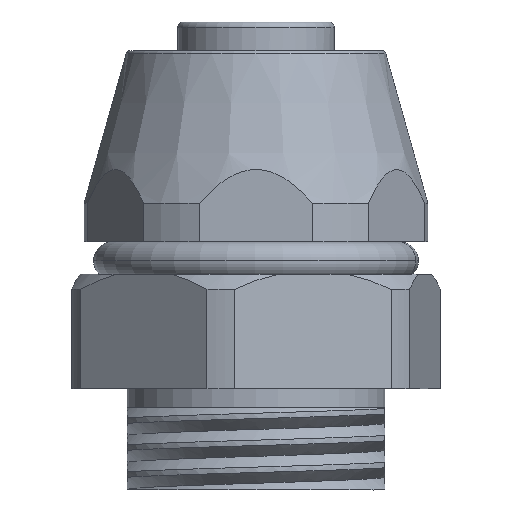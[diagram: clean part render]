
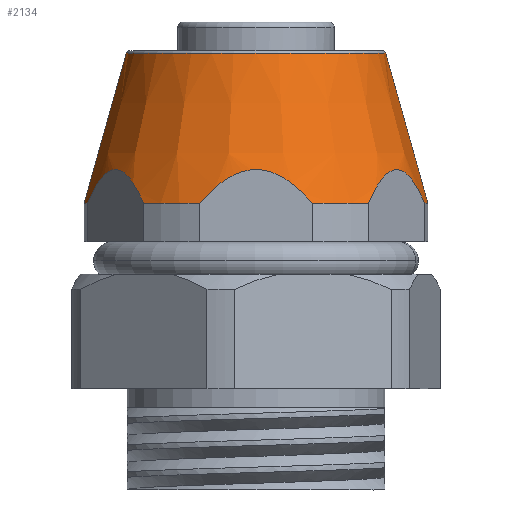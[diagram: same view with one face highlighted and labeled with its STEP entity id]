
A CAD part, front view. The second image highlights one B-rep face of the part: STEP entity #2134.
In plain terms, the highlighted conical face has half-angle 15.709 degrees and reference radius 7.896 mm.
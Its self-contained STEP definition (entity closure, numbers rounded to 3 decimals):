
#170=CONICAL_SURFACE('',#7776,7.896,15.709);
#604=B_SPLINE_CURVE_WITH_KNOTS('',3,(#15207,#15208,#15209,#15210,#15211,
#15212,#15213,#15214,#15215,#15216),.UNSPECIFIED.,.F.,.F.,(4,2,2,2,4),(0.,
0.25,0.5,0.75,1.),.UNSPECIFIED.);
#605=B_SPLINE_CURVE_WITH_KNOTS('',3,(#15224,#15225,#15226,#15227,#15228,
#15229,#15230,#15231,#15232,#15233),.UNSPECIFIED.,.F.,.F.,(4,2,2,2,4),(0.,
0.25,0.5,0.75,1.),.UNSPECIFIED.);
#606=B_SPLINE_CURVE_WITH_KNOTS('',3,(#15241,#15242,#15243,#15244,#15245,
#15246,#15247,#15248,#15249,#15250),.UNSPECIFIED.,.F.,.F.,(4,2,2,2,4),(0.,
0.25,0.5,0.75,1.),.UNSPECIFIED.);
#1286=LINE('',#15261,#1728);
#1287=LINE('',#15262,#1729);
#1728=VECTOR('',#9389,1.);
#1729=VECTOR('',#9390,1.);
#2134=ADVANCED_FACE('',(#2506),#170,.T.);
#2506=FACE_OUTER_BOUND('',#2973,.T.);
#2973=EDGE_LOOP('',(#4724,#4725,#4726,#4727,#4728,#4729,#4730,#4731,#4732,
#4733));
#4724=ORIENTED_EDGE('',*,*,#6711,.F.);
#4725=ORIENTED_EDGE('',*,*,#6712,.F.);
#4726=ORIENTED_EDGE('',*,*,#6710,.T.);
#4727=ORIENTED_EDGE('',*,*,#6707,.T.);
#4728=ORIENTED_EDGE('',*,*,#6705,.T.);
#4729=ORIENTED_EDGE('',*,*,#6703,.T.);
#4730=ORIENTED_EDGE('',*,*,#6701,.T.);
#4731=ORIENTED_EDGE('',*,*,#6699,.T.);
#4732=ORIENTED_EDGE('',*,*,#6697,.T.);
#4733=ORIENTED_EDGE('',*,*,#6713,.T.);
#5736=VERTEX_POINT('',#15202);
#5737=VERTEX_POINT('',#15204);
#5738=VERTEX_POINT('',#15217);
#5739=VERTEX_POINT('',#15221);
#5740=VERTEX_POINT('',#15234);
#5741=VERTEX_POINT('',#15238);
#5742=VERTEX_POINT('',#15251);
#5743=VERTEX_POINT('',#15255);
#5744=VERTEX_POINT('',#15259);
#5745=VERTEX_POINT('',#15260);
#6697=EDGE_CURVE('',#5737,#5736,#7159,.T.);
#6699=EDGE_CURVE('',#5738,#5737,#604,.T.);
#6701=EDGE_CURVE('',#5739,#5738,#7160,.T.);
#6703=EDGE_CURVE('',#5740,#5739,#605,.T.);
#6705=EDGE_CURVE('',#5741,#5740,#7161,.T.);
#6707=EDGE_CURVE('',#5742,#5741,#606,.T.);
#6710=EDGE_CURVE('',#5743,#5742,#7162,.T.);
#6711=EDGE_CURVE('',#5744,#5745,#7163,.T.);
#6712=EDGE_CURVE('',#5743,#5744,#1286,.T.);
#6713=EDGE_CURVE('',#5736,#5745,#1287,.T.);
#7159=CIRCLE('',#7764,9.);
#7160=CIRCLE('',#7767,9.);
#7161=CIRCLE('',#7770,9.);
#7162=CIRCLE('',#7773,9.);
#7163=CIRCLE('',#7775,6.791);
#7764=AXIS2_PLACEMENT_3D('',#15203,#9358,#9359);
#7767=AXIS2_PLACEMENT_3D('',#15220,#9366,#9367);
#7770=AXIS2_PLACEMENT_3D('',#15237,#9374,#9375);
#7773=AXIS2_PLACEMENT_3D('',#15256,#9383,#9384);
#7775=AXIS2_PLACEMENT_3D('',#15258,#9387,#9388);
#7776=AXIS2_PLACEMENT_3D('',#15263,#9391,#9392);
#9358=DIRECTION('',(0.,0.,1.));
#9359=DIRECTION('',(0.982,-0.188,0.));
#9366=DIRECTION('',(0.,0.,1.));
#9367=DIRECTION('',(0.329,-0.944,0.));
#9374=DIRECTION('',(0.,0.,1.));
#9375=DIRECTION('',(-0.654,-0.757,0.));
#9383=DIRECTION('',(0.,0.,1.));
#9384=DIRECTION('',(-1.,0.,0.));
#9387=DIRECTION('',(0.,0.,1.));
#9388=DIRECTION('',(-1.,0.,0.));
#9389=DIRECTION('',(0.271,0.,0.963));
#9390=DIRECTION('',(-0.271,0.,0.963));
#9391=DIRECTION('',(0.,0.,-1.));
#9392=DIRECTION('',(1.,0.,0.));
#15202=CARTESIAN_POINT('',(9.,0.,8.));
#15203=CARTESIAN_POINT('',(0.,0.,8.));
#15204=CARTESIAN_POINT('',(8.84,-1.688,8.));
#15207=CARTESIAN_POINT('',(5.882,-6.812,8.));
#15208=CARTESIAN_POINT('',(6.075,-6.477,8.452));
#15209=CARTESIAN_POINT('',(6.288,-6.108,8.876));
#15210=CARTESIAN_POINT('',(6.776,-5.264,9.54));
#15211=CARTESIAN_POINT('',(7.06,-4.772,9.777));
#15212=CARTESIAN_POINT('',(7.66,-3.733,9.779));
#15213=CARTESIAN_POINT('',(7.944,-3.24,9.543));
#15214=CARTESIAN_POINT('',(8.435,-2.391,8.876));
#15215=CARTESIAN_POINT('',(8.647,-2.023,8.452));
#15216=CARTESIAN_POINT('',(8.84,-1.688,8.));
#15217=CARTESIAN_POINT('',(5.882,-6.812,8.));
#15220=CARTESIAN_POINT('',(0.,0.,8.));
#15221=CARTESIAN_POINT('',(2.958,-8.5,8.));
#15224=CARTESIAN_POINT('',(-2.958,-8.5,8.));
#15225=CARTESIAN_POINT('',(-2.572,-8.5,8.452));
#15226=CARTESIAN_POINT('',(-2.146,-8.5,8.876));
#15227=CARTESIAN_POINT('',(-1.171,-8.5,9.54));
#15228=CARTESIAN_POINT('',(-0.603,-8.5,9.777));
#15229=CARTESIAN_POINT('',(0.597,-8.5,9.779));
#15230=CARTESIAN_POINT('',(1.166,-8.5,9.543));
#15231=CARTESIAN_POINT('',(2.147,-8.5,8.876));
#15232=CARTESIAN_POINT('',(2.571,-8.5,8.452));
#15233=CARTESIAN_POINT('',(2.958,-8.5,8.));
#15234=CARTESIAN_POINT('',(-2.958,-8.5,8.));
#15237=CARTESIAN_POINT('',(0.,0.,8.));
#15238=CARTESIAN_POINT('',(-5.882,-6.812,8.));
#15241=CARTESIAN_POINT('',(-8.84,-1.688,8.));
#15242=CARTESIAN_POINT('',(-8.647,-2.023,8.452));
#15243=CARTESIAN_POINT('',(-8.434,-2.392,8.876));
#15244=CARTESIAN_POINT('',(-7.947,-3.236,9.54));
#15245=CARTESIAN_POINT('',(-7.663,-3.728,9.777));
#15246=CARTESIAN_POINT('',(-7.063,-4.767,9.779));
#15247=CARTESIAN_POINT('',(-6.778,-5.26,9.543));
#15248=CARTESIAN_POINT('',(-6.288,-6.109,8.876));
#15249=CARTESIAN_POINT('',(-6.076,-6.477,8.452));
#15250=CARTESIAN_POINT('',(-5.882,-6.812,8.));
#15251=CARTESIAN_POINT('',(-8.84,-1.688,8.));
#15255=CARTESIAN_POINT('',(-9.,0.,8.));
#15256=CARTESIAN_POINT('',(0.,0.,8.));
#15258=CARTESIAN_POINT('',(0.,0.,15.854));
#15259=CARTESIAN_POINT('',(-6.791,0.,15.854));
#15260=CARTESIAN_POINT('',(6.791,0.,15.854));
#15261=CARTESIAN_POINT('',(-9.,0.,8.));
#15262=CARTESIAN_POINT('',(9.,0.,8.));
#15263=CARTESIAN_POINT('',(0.,0.,11.927));
